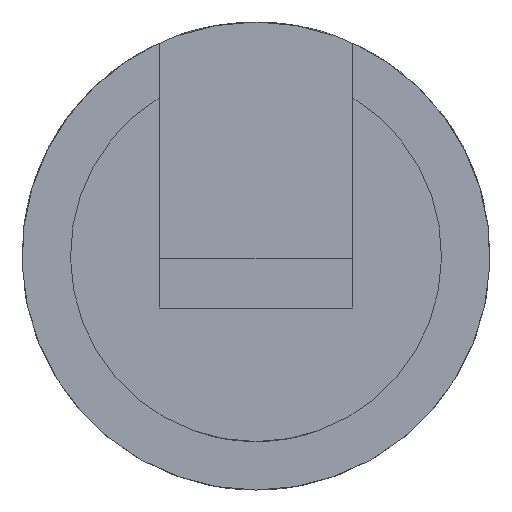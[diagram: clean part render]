
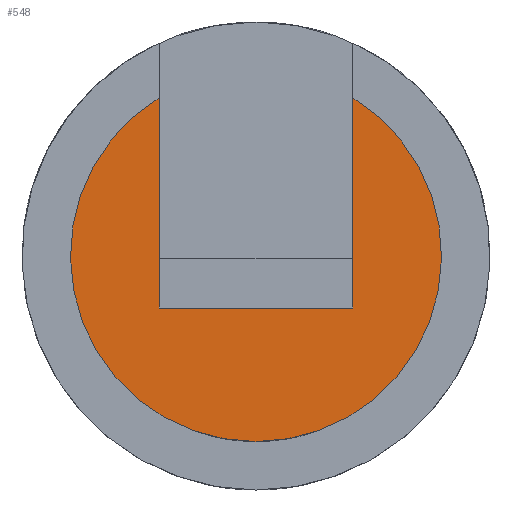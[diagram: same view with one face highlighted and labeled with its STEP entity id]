
A CAD part, front view. The second image highlights one B-rep face of the part: STEP entity #548.
In plain terms, the highlighted planar face has unit normal (0, -1, 0).
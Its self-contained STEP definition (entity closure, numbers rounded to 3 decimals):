
#35=CIRCLE('',#606,1.994);
#124=ORIENTED_EDGE('',*,*,#237,.F.);
#125=ORIENTED_EDGE('',*,*,#255,.F.);
#126=ORIENTED_EDGE('',*,*,#246,.F.);
#127=ORIENTED_EDGE('',*,*,#256,.F.);
#237=EDGE_CURVE('',#303,#304,#345,.T.);
#246=EDGE_CURVE('',#311,#312,#353,.T.);
#255=EDGE_CURVE('',#312,#303,#35,.T.);
#256=EDGE_CURVE('',#304,#311,#362,.T.);
#303=VERTEX_POINT('',#906);
#304=VERTEX_POINT('',#908);
#311=VERTEX_POINT('',#924);
#312=VERTEX_POINT('',#926);
#345=LINE('',#907,#391);
#353=LINE('',#925,#399);
#362=LINE('',#943,#408);
#391=VECTOR('',#691,1000.);
#399=VECTOR('',#703,1000.);
#408=VECTOR('',#718,1000.);
#435=EDGE_LOOP('',(#124,#125,#126,#127));
#485=FACE_BOUND('',#435,.T.);
#526=PLANE('',#605);
#548=ADVANCED_FACE('',(#485),#526,.F.);
#605=AXIS2_PLACEMENT_3D('',#941,#714,#715);
#606=AXIS2_PLACEMENT_3D('',#942,#716,#717);
#691=DIRECTION('',(0.,0.,-1.));
#703=DIRECTION('',(0.,0.,1.));
#714=DIRECTION('',(0.,1.,0.));
#715=DIRECTION('',(0.,0.,1.));
#716=DIRECTION('',(0.,1.,0.));
#717=DIRECTION('',(1.,0.,0.));
#718=DIRECTION('',(1.,0.,0.));
#906=CARTESIAN_POINT('',(-1.041,0.,1.7));
#907=CARTESIAN_POINT('',(-1.041,0.,2.515));
#908=CARTESIAN_POINT('',(-1.041,0.,-0.559));
#924=CARTESIAN_POINT('',(1.041,0.,-0.559));
#925=CARTESIAN_POINT('',(1.041,0.,-0.559));
#926=CARTESIAN_POINT('',(1.041,0.,1.7));
#941=CARTESIAN_POINT('',(0.,0.,0.));
#942=CARTESIAN_POINT('',(0.,0.,0.));
#943=CARTESIAN_POINT('',(-1.041,0.,-0.559));
